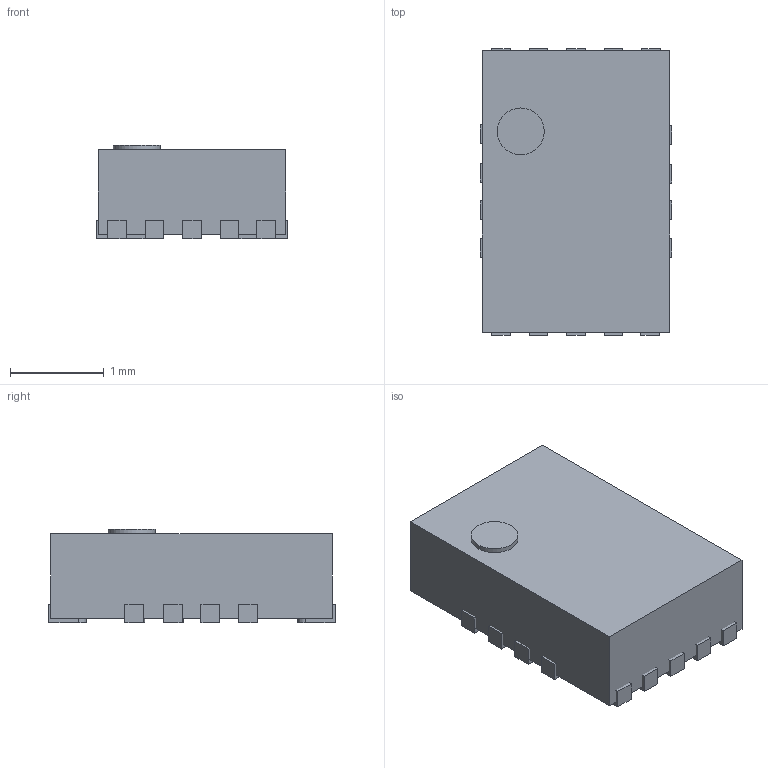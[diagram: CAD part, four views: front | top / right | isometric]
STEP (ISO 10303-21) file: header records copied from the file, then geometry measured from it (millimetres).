
FILE_DESCRIPTION(('FreeCAD Model'),'2;1');
FILE_NAME('Open CASCADE Shape Model','2025-03-12T19:48:05',(''),(''), 'Open CASCADE STEP processor 7.8','FreeCAD','Unknown');
FILE_SCHEMA(('AUTOMOTIVE_DESIGN { 1 0 10303 214 1 1 1 1 }'));
Length unit declared in the file: millimetre
Products named in the file (23): QFN18_2mmx3mm_model; Box; Pin1-IndexPad; Pin2-LongPad; Pin3-LongPad; Pin4-LongPad; Pin5-ShortPad; Pin6-ShortPad; Pin7-ShortPad; Pin8-ShortPad; Pin9-ShortPad; Pin10-LongPad; Pin11-LongPad; Pin12-LongPad; Pin13-LongPad; Pin14-ShortPad; Pin15-ShortPad; Pin16-ShortPad; Pin17-ShortPad; Pin18-ShortPad; Body; CopyPart__Feature; Pad
Assembly tree (22 placements, depth 2):
  QFN18_2mmx3mm_model
    Box
    Pin1-IndexPad
    Pin2-LongPad
    Pin3-LongPad
    Pin4-LongPad
    Pin5-ShortPad
    Pin6-ShortPad
    Pin7-ShortPad
    Pin8-ShortPad
    Pin9-ShortPad
    Pin10-LongPad
    Pin11-LongPad
    Pin12-LongPad
    Pin13-LongPad
    Pin14-ShortPad
    Pin15-ShortPad
    Pin16-ShortPad
    Pin17-ShortPad
    Pin18-ShortPad
    Body
    CopyPart__Feature
    Pad
Bounding box: 2.04 x 3.05 x 1 mm (x, y, z)
Volume: 5.8 mm3; surface area: 36.1 mm2
Topology: 21 solids, 22 shells, 156 faces, 343 edges, 230 vertices
Faces by surface type: plane 120, cylinder 36
Full cylindrical faces by diameter (mm): 0.5 x2
Entity records: 4862 total; most frequent: DIRECTION 773, CARTESIAN_POINT 752, ORIENTED_EDGE 682, EDGE_CURVE 343, LINE 271, VECTOR 271, AXIS2_PLACEMENT_3D 251, VERTEX_POINT 230
